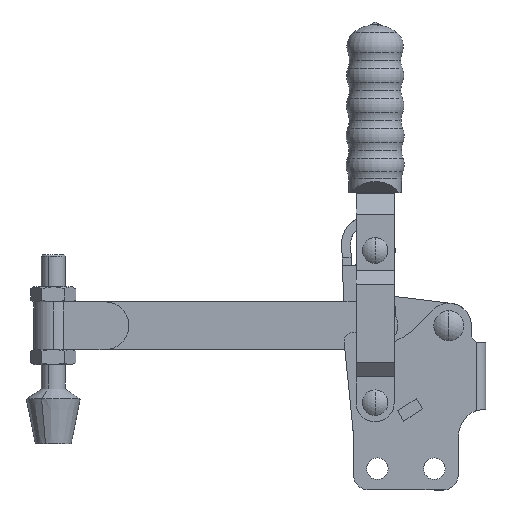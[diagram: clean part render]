
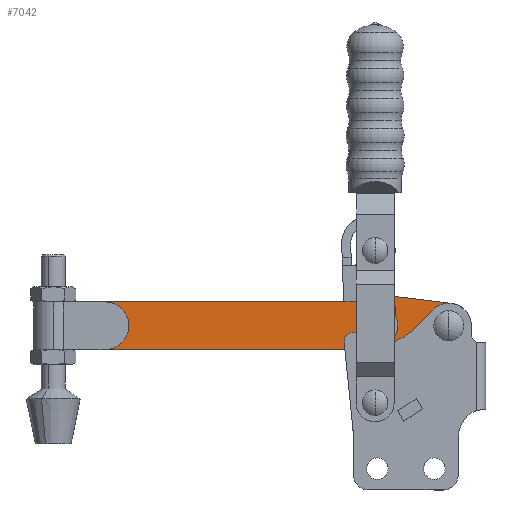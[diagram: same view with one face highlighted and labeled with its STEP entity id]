
A CAD part, top view. The second image highlights one B-rep face of the part: STEP entity #7042.
In plain terms, the highlighted planar face has unit normal (0, 0, 1).
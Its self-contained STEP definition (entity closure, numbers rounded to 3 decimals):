
#173 = FACE_BOUND ( 'NONE', #3645, .T. ) ;
#276 = DIRECTION ( 'NONE',  ( 1., 0., 0. ) ) ;
#325 = EDGE_CURVE ( 'NONE', #4581, #2108, #1939, .T. ) ;
#394 = CARTESIAN_POINT ( 'NONE',  ( -35.685, 50.244, 3. ) ) ;
#413 = ORIENTED_EDGE ( 'NONE', *, *, #8066, .T. ) ;
#423 = AXIS2_PLACEMENT_3D ( 'NONE', #10818, #5543, #276 ) ;
#453 = ORIENTED_EDGE ( 'NONE', *, *, #3155, .F. ) ;
#495 = EDGE_CURVE ( 'NONE', #2338, #9167, #4393, .T. ) ;
#536 = ORIENTED_EDGE ( 'NONE', *, *, #8060, .F. ) ;
#592 = DIRECTION ( 'NONE',  ( 1., 0., 0. ) ) ;
#787 = VECTOR ( 'NONE', #10464, 1000. ) ;
#841 = CARTESIAN_POINT ( 'NONE',  ( -33.35, 39.8, 3. ) ) ;
#869 = AXIS2_PLACEMENT_3D ( 'NONE', #7408, #2154, #8285 ) ;
#875 = VECTOR ( 'NONE', #3039, 1000. ) ;
#891 = CARTESIAN_POINT ( 'NONE',  ( -12.2, 39.8, 3. ) ) ;
#1042 = ORIENTED_EDGE ( 'NONE', *, *, #11163, .T. ) ;
#1143 = CIRCLE ( 'NONE', #869, 5. ) ;
#1246 = DIRECTION ( 'NONE',  ( 0., 0., 1. ) ) ;
#1364 = ORIENTED_EDGE ( 'NONE', *, *, #7476, .T. ) ;
#1367 = CARTESIAN_POINT ( 'NONE',  ( -12.2, 39.8, 3. ) ) ;
#1375 = VERTEX_POINT ( 'NONE', #9234 ) ;
#1485 = CARTESIAN_POINT ( 'NONE',  ( -37.85, 39.8, 3. ) ) ;
#1544 = CIRCLE ( 'NONE', #5733, 2.25 ) ;
#1549 = VERTEX_POINT ( 'NONE', #1485 ) ;
#1939 = CIRCLE ( 'NONE', #8886, 2.25 ) ;
#2108 = VERTEX_POINT ( 'NONE', #5171 ) ;
#2152 = DIRECTION ( 'NONE',  ( 1., 0., 0. ) ) ;
#2154 = DIRECTION ( 'NONE',  ( 0., 0., 1. ) ) ;
#2203 = ORIENTED_EDGE ( 'NONE', *, *, #325, .F. ) ;
#2299 = DIRECTION ( 'NONE',  ( 1., 0., 0. ) ) ;
#2338 = VERTEX_POINT ( 'NONE', #2359 ) ;
#2354 = ORIENTED_EDGE ( 'NONE', *, *, #11134, .T. ) ;
#2356 = ORIENTED_EDGE ( 'NONE', *, *, #4808, .T. ) ;
#2359 = CARTESIAN_POINT ( 'NONE',  ( -135.2, 36.8, 3. ) ) ;
#2415 = EDGE_CURVE ( 'NONE', #2108, #4581, #1544, .T. ) ;
#2528 = FACE_OUTER_BOUND ( 'NONE', #10260, .T. ) ;
#2551 = VERTEX_POINT ( 'NONE', #9012 ) ;
#2650 = ORIENTED_EDGE ( 'NONE', *, *, #8622, .T. ) ;
#2712 = EDGE_CURVE ( 'NONE', #11212, #9898, #11299, .T. ) ;
#2954 = DIRECTION ( 'NONE',  ( 1., 0., 0. ) ) ;
#3029 = VECTOR ( 'NONE', #10685, 1000. ) ;
#3039 = DIRECTION ( 'NONE',  ( -0.993, 0.122, 0. ) ) ;
#3150 = CARTESIAN_POINT ( 'NONE',  ( -42.19, 31.8, 3. ) ) ;
#3155 = EDGE_CURVE ( 'NONE', #10024, #1549, #4867, .T. ) ;
#3189 = CARTESIAN_POINT ( 'NONE',  ( -35.6, 39.8, 3. ) ) ;
#3311 = LINE ( 'NONE', #3813, #7700 ) ;
#3519 = DIRECTION ( 'NONE',  ( 0., 0., 1. ) ) ;
#3525 = DIRECTION ( 'NONE',  ( 0., 0., 1. ) ) ;
#3645 = EDGE_LOOP ( 'NONE', ( #453, #536 ) ) ;
#3787 = DIRECTION ( 'NONE',  ( -1., 0., 0. ) ) ;
#3802 = CARTESIAN_POINT ( 'NONE',  ( -36.6, 42.8, 3. ) ) ;
#3813 = CARTESIAN_POINT ( 'NONE',  ( -135.2, 42.8, 3. ) ) ;
#3966 = ORIENTED_EDGE ( 'NONE', *, *, #495, .T. ) ;
#4309 = EDGE_CURVE ( 'NONE', #9167, #11212, #7975, .T. ) ;
#4393 = CIRCLE ( 'NONE', #8090, 5. ) ;
#4533 = CARTESIAN_POINT ( 'NONE',  ( -42.19, 47.8, 3. ) ) ;
#4581 = VERTEX_POINT ( 'NONE', #7521 ) ;
#4656 = CARTESIAN_POINT ( 'NONE',  ( -130.2, 47.8, 3. ) ) ;
#4673 = DIRECTION ( 'NONE',  ( 1., 0., 0. ) ) ;
#4684 = DIRECTION ( 'NONE',  ( 0., -1., 0. ) ) ;
#4808 = EDGE_CURVE ( 'NONE', #9898, #7225, #7543, .T. ) ;
#4854 = AXIS2_PLACEMENT_3D ( 'NONE', #3802, #9947, #4673 ) ;
#4867 = CIRCLE ( 'NONE', #9778, 2.25 ) ;
#5171 = CARTESIAN_POINT ( 'NONE',  ( -9.95, 39.8, 3. ) ) ;
#5209 = CARTESIAN_POINT ( 'NONE',  ( -35.685, 29.356, 3. ) ) ;
#5543 = DIRECTION ( 'NONE',  ( 0., 0., 1. ) ) ;
#5551 = LINE ( 'NONE', #394, #875 ) ;
#5652 = VECTOR ( 'NONE', #3787, 1000. ) ;
#5733 = AXIS2_PLACEMENT_3D ( 'NONE', #8776, #3519, #9665 ) ;
#5792 = CIRCLE ( 'NONE', #4854, 7.5 ) ;
#5794 = DIRECTION ( 'NONE',  ( 1., 0., 0. ) ) ;
#5868 = DIRECTION ( 'NONE',  ( 0., 0., 1. ) ) ;
#5878 = AXIS2_PLACEMENT_3D ( 'NONE', #1367, #11081, #5794 ) ;
#6043 = ORIENTED_EDGE ( 'NONE', *, *, #2712, .T. ) ;
#7042 = ADVANCED_FACE ( 'NONE', ( #2528, #9264, #173 ), #7531, .T. ) ;
#7090 = VERTEX_POINT ( 'NONE', #8450 ) ;
#7091 = ORIENTED_EDGE ( 'NONE', *, *, #4309, .T. ) ;
#7225 = VERTEX_POINT ( 'NONE', #9494 ) ;
#7401 = VERTEX_POINT ( 'NONE', #9751 ) ;
#7408 = CARTESIAN_POINT ( 'NONE',  ( -130.2, 42.8, 3. ) ) ;
#7476 = EDGE_CURVE ( 'NONE', #1375, #10111, #5792, .T. ) ;
#7521 = CARTESIAN_POINT ( 'NONE',  ( -14.45, 39.8, 3. ) ) ;
#7531 = PLANE ( 'NONE',  #5878 ) ;
#7543 = LINE ( 'NONE', #5209, #787 ) ;
#7616 = CARTESIAN_POINT ( 'NONE',  ( -35.685, 29.356, 3. ) ) ;
#7700 = VECTOR ( 'NONE', #4684, 1000. ) ;
#7975 = LINE ( 'NONE', #9796, #3029 ) ;
#8060 = EDGE_CURVE ( 'NONE', #1549, #10024, #10319, .T. ) ;
#8066 = EDGE_CURVE ( 'NONE', #10111, #7401, #8267, .T. ) ;
#8090 = AXIS2_PLACEMENT_3D ( 'NONE', #10910, #1246, #2152 ) ;
#8267 = LINE ( 'NONE', #4656, #5652 ) ;
#8270 = AXIS2_PLACEMENT_3D ( 'NONE', #8782, #3525, #9670 ) ;
#8285 = DIRECTION ( 'NONE',  ( 1., 0., 0. ) ) ;
#8441 = DIRECTION ( 'NONE',  ( 0., 0., 1. ) ) ;
#8450 = CARTESIAN_POINT ( 'NONE',  ( -135.2, 42.8, 3. ) ) ;
#8622 = EDGE_CURVE ( 'NONE', #7090, #2338, #3311, .T. ) ;
#8776 = CARTESIAN_POINT ( 'NONE',  ( -12.2, 39.8, 3. ) ) ;
#8782 = CARTESIAN_POINT ( 'NONE',  ( -12.2, 39.8, 3. ) ) ;
#8886 = AXIS2_PLACEMENT_3D ( 'NONE', #891, #9726, #2954 ) ;
#8989 = CARTESIAN_POINT ( 'NONE',  ( -130.2, 31.8, 3. ) ) ;
#9012 = CARTESIAN_POINT ( 'NONE',  ( -11.285, 47.244, 3. ) ) ;
#9096 = EDGE_LOOP ( 'NONE', ( #10325, #2203 ) ) ;
#9167 = VERTEX_POINT ( 'NONE', #8989 ) ;
#9234 = CARTESIAN_POINT ( 'NONE',  ( -35.685, 50.244, 3. ) ) ;
#9264 = FACE_BOUND ( 'NONE', #9096, .T. ) ;
#9494 = CARTESIAN_POINT ( 'NONE',  ( -11.285, 32.356, 3. ) ) ;
#9551 = EDGE_CURVE ( 'NONE', #7225, #2551, #10979, .T. ) ;
#9665 = DIRECTION ( 'NONE',  ( 1., 0., 0. ) ) ;
#9670 = DIRECTION ( 'NONE',  ( 1., 0., 0. ) ) ;
#9726 = DIRECTION ( 'NONE',  ( 0., 0., 1. ) ) ;
#9751 = CARTESIAN_POINT ( 'NONE',  ( -130.2, 47.8, 3. ) ) ;
#9778 = AXIS2_PLACEMENT_3D ( 'NONE', #3189, #8441, #2299 ) ;
#9796 = CARTESIAN_POINT ( 'NONE',  ( -130.2, 31.8, 3. ) ) ;
#9898 = VERTEX_POINT ( 'NONE', #7616 ) ;
#9947 = DIRECTION ( 'NONE',  ( 0., 0., 1. ) ) ;
#10024 = VERTEX_POINT ( 'NONE', #841 ) ;
#10111 = VERTEX_POINT ( 'NONE', #4533 ) ;
#10260 = EDGE_LOOP ( 'NONE', ( #11076, #1042, #1364, #413, #2354, #2650, #3966, #7091, #6043, #2356 ) ) ;
#10319 = CIRCLE ( 'NONE', #423, 2.25 ) ;
#10325 = ORIENTED_EDGE ( 'NONE', *, *, #2415, .F. ) ;
#10464 = DIRECTION ( 'NONE',  ( 0.993, 0.122, 0. ) ) ;
#10685 = DIRECTION ( 'NONE',  ( 1., 0., 0. ) ) ;
#10818 = CARTESIAN_POINT ( 'NONE',  ( -35.6, 39.8, 3. ) ) ;
#10910 = CARTESIAN_POINT ( 'NONE',  ( -130.2, 36.8, 3. ) ) ;
#10979 = CIRCLE ( 'NONE', #8270, 7.5 ) ;
#11076 = ORIENTED_EDGE ( 'NONE', *, *, #9551, .T. ) ;
#11081 = DIRECTION ( 'NONE',  ( 0., 0., 1. ) ) ;
#11134 = EDGE_CURVE ( 'NONE', #7401, #7090, #1143, .T. ) ;
#11149 = CARTESIAN_POINT ( 'NONE',  ( -36.6, 36.8, 3. ) ) ;
#11163 = EDGE_CURVE ( 'NONE', #2551, #1375, #5551, .T. ) ;
#11206 = AXIS2_PLACEMENT_3D ( 'NONE', #11149, #5868, #592 ) ;
#11212 = VERTEX_POINT ( 'NONE', #3150 ) ;
#11299 = CIRCLE ( 'NONE', #11206, 7.5 ) ;
